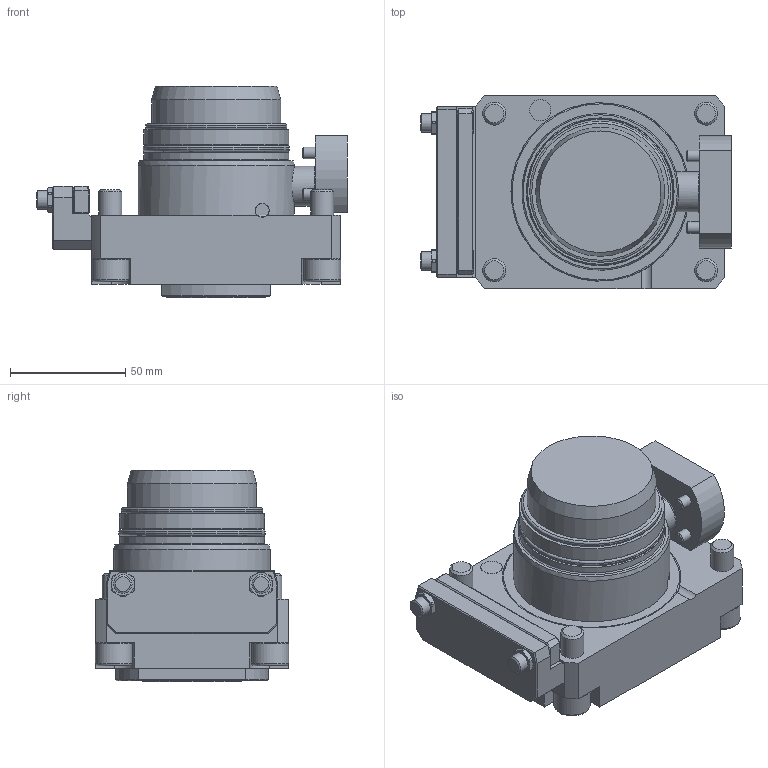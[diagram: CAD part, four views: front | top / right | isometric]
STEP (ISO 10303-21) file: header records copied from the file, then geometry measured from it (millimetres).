
FILE_DESCRIPTION(/* description */ (''),/* implementation_level */ '2;1');
FILE_NAME(/* name */ '1616509189295.stp',/* time_stamp */ '2021-03-23T15:19:55+01:00',/* author */ (''),/* organization */ ('SMS'),/* preprocessor_version */ 'ST-DEVELOPER v16.7',/* originating_system */ 'SIEMENS PLM Software NX 12.0',/* authorisation */ '');
FILE_SCHEMA (('AUTOMOTIVE_DESIGN { 1 0 10303 214 3 1 1 1 }'));
Length unit declared in the file: millimetre
Products named in the file (1): 203444989mod000_00
Bounding box: 135 x 84 x 92 mm (x, y, z)
Volume: 503808.4 mm3; surface area: 60961.2 mm2
Topology: 1 solids, 1 shells, 255 faces, 587 edges, 370 vertices
Faces by surface type: plane 127, cylinder 62, cone 48, torus 13, sphere 4, bspline 1
Full cylindrical faces by diameter (mm): 2.5 x1, 4 x2, 5 x4, 7.2 x4, 8 x2, 9.2 x1, 10 x4, 16 x4, 17.4 x1, 31.6 x1, 40 x1, 56 x1, 59.5 x2, 61.24 x1, 63 x2, 63.5 x1, 68 x1
Entity records: 6868 total; most frequent: CARTESIAN_POINT 1513, DIRECTION 1124, ORIENTED_EDGE 976, EDGE_CURVE 488, AXIS2_PLACEMENT_3D 444, EDGE_LOOP 369, VERTEX_POINT 341, ADVANCED_FACE 255
